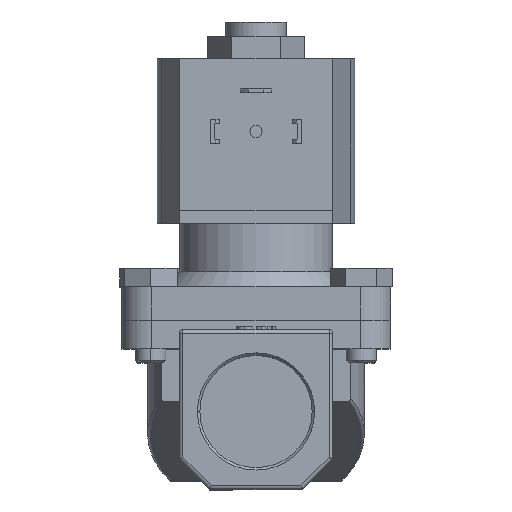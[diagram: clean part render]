
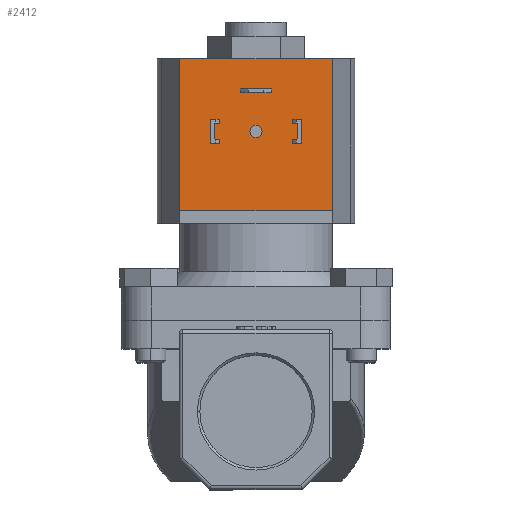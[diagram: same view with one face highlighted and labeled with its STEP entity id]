
A CAD part, top view. The second image highlights one B-rep face of the part: STEP entity #2412.
In plain terms, the highlighted planar face has unit normal (0, 0, 1).
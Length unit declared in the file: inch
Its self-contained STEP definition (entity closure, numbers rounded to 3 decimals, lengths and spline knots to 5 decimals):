
#316 = VERTEX_POINT ( 'NONE', #329 ) ;
#329 = CARTESIAN_POINT ( 'NONE',  ( -0.625, 1.6325, 1.03 ) ) ;
#451 = VERTEX_POINT ( 'NONE', #10208 ) ;
#531 = CARTESIAN_POINT ( 'NONE',  ( 0.625, 0.18066, 1.03 ) ) ;
#568 = EDGE_CURVE ( 'NONE', #316, #953, #5315, .T. ) ;
#760 = AXIS2_PLACEMENT_3D ( 'NONE', #4012, #1524, #6631 ) ;
#953 = VERTEX_POINT ( 'NONE', #6533 ) ;
#981 = CARTESIAN_POINT ( 'NONE',  ( -0.625, 0.18066, 1.03 ) ) ;
#1172 = VERTEX_POINT ( 'NONE', #8860 ) ;
#1402 = CARTESIAN_POINT ( 'NONE',  ( 0.625, 0.18066, 1.03 ) ) ;
#1494 = ORIENTED_EDGE ( 'NONE', *, *, #8301, .F. ) ;
#1524 = DIRECTION ( 'NONE',  ( 0., 0., 1. ) ) ;
#1586 = EDGE_CURVE ( 'NONE', #953, #2697, #7302, .T. ) ;
#1704 = AXIS2_PLACEMENT_3D ( 'NONE', #8092, #4508, #7969 ) ;
#1801 = ORIENTED_EDGE ( 'NONE', *, *, #5578, .F. ) ;
#2077 = CIRCLE ( 'NONE', #1704, 0.05 ) ;
#2185 = VERTEX_POINT ( 'NONE', #5271 ) ;
#2227 = EDGE_LOOP ( 'NONE', ( #10984, #4693 ) ) ;
#2296 = EDGE_LOOP ( 'NONE', ( #7762, #2761, #1494, #1801 ) ) ;
#2412 = ADVANCED_FACE ( 'NONE', ( #10885, #4110 ), #10033, .T. ) ;
#2697 = VERTEX_POINT ( 'NONE', #3537 ) ;
#2761 = ORIENTED_EDGE ( 'NONE', *, *, #1586, .T. ) ;
#2784 = VECTOR ( 'NONE', #5917, 39.37008 ) ;
#3103 = DIRECTION ( 'NONE',  ( 1., 0., 0. ) ) ;
#3175 = VECTOR ( 'NONE', #6758, 39.37008 ) ;
#3537 = CARTESIAN_POINT ( 'NONE',  ( 0.625, 2.8825, 1.03 ) ) ;
#3630 = EDGE_CURVE ( 'NONE', #451, #1172, #6726, .T. ) ;
#4012 = CARTESIAN_POINT ( 'NONE',  ( 0., 2.2845, 1.03 ) ) ;
#4110 = FACE_OUTER_BOUND ( 'NONE', #2296, .T. ) ;
#4508 = DIRECTION ( 'NONE',  ( 0., 0., 1. ) ) ;
#4588 = AXIS2_PLACEMENT_3D ( 'NONE', #531, #9928, #3103 ) ;
#4693 = ORIENTED_EDGE ( 'NONE', *, *, #5435, .F. ) ;
#5271 = CARTESIAN_POINT ( 'NONE',  ( -0.625, 2.8825, 1.03 ) ) ;
#5315 = LINE ( 'NONE', #8833, #5472 ) ;
#5435 = EDGE_CURVE ( 'NONE', #1172, #451, #2077, .T. ) ;
#5472 = VECTOR ( 'NONE', #10716, 39.37008 ) ;
#5578 = EDGE_CURVE ( 'NONE', #316, #2185, #8640, .T. ) ;
#5917 = DIRECTION ( 'NONE',  ( 0., 1., 0. ) ) ;
#6533 = CARTESIAN_POINT ( 'NONE',  ( 0.625, 1.6325, 1.03 ) ) ;
#6631 = DIRECTION ( 'NONE',  ( 1., 0., 0. ) ) ;
#6726 = CIRCLE ( 'NONE', #760, 0.05 ) ;
#6758 = DIRECTION ( 'NONE',  ( 1., 0., 0. ) ) ;
#7302 = LINE ( 'NONE', #1402, #8019 ) ;
#7762 = ORIENTED_EDGE ( 'NONE', *, *, #568, .T. ) ;
#7768 = CARTESIAN_POINT ( 'NONE',  ( 0.625, 2.8825, 1.03 ) ) ;
#7969 = DIRECTION ( 'NONE',  ( 1., 0., 0. ) ) ;
#8019 = VECTOR ( 'NONE', #8265, 39.37008 ) ;
#8092 = CARTESIAN_POINT ( 'NONE',  ( 0., 2.2845, 1.03 ) ) ;
#8265 = DIRECTION ( 'NONE',  ( 0., 1., 0. ) ) ;
#8301 = EDGE_CURVE ( 'NONE', #2185, #2697, #9553, .T. ) ;
#8640 = LINE ( 'NONE', #981, #2784 ) ;
#8833 = CARTESIAN_POINT ( 'NONE',  ( -1.105, 1.6325, 1.03 ) ) ;
#8860 = CARTESIAN_POINT ( 'NONE',  ( -0.05, 2.2845, 1.03 ) ) ;
#9553 = LINE ( 'NONE', #7768, #3175 ) ;
#9928 = DIRECTION ( 'NONE',  ( 0., 0., 1. ) ) ;
#10033 = PLANE ( 'NONE',  #4588 ) ;
#10208 = CARTESIAN_POINT ( 'NONE',  ( 0.05, 2.2845, 1.03 ) ) ;
#10716 = DIRECTION ( 'NONE',  ( 1., 0., 0. ) ) ;
#10885 = FACE_BOUND ( 'NONE', #2227, .T. ) ;
#10984 = ORIENTED_EDGE ( 'NONE', *, *, #3630, .F. ) ;
